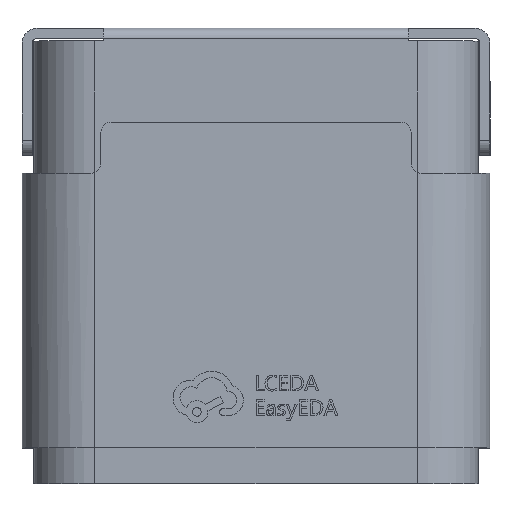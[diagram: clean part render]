
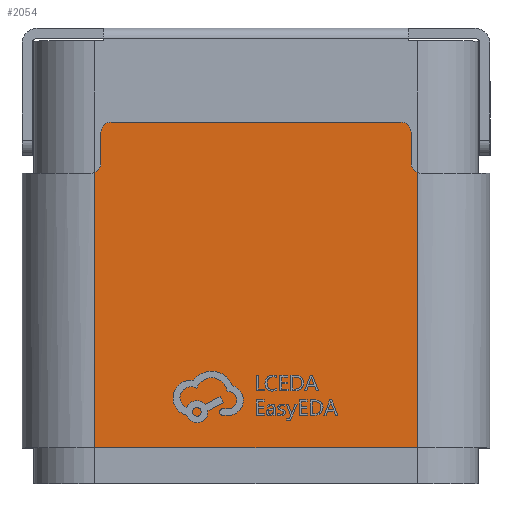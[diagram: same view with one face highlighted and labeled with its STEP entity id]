
A CAD part, top view. The second image highlights one B-rep face of the part: STEP entity #2054.
In plain terms, the highlighted planar face has unit normal (0, 0, 1).
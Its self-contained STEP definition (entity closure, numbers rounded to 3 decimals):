
#1132 = AXIS2_PLACEMENT_3D ( 'NONE', #33114, #11594, #27461 ) ;
#1702 = CARTESIAN_POINT ( 'NONE',  ( -3.05, 6.9, 1.71 ) ) ;
#1943 = DIRECTION ( 'NONE',  ( 0., 0., -1. ) ) ;
#2054 = ADVANCED_FACE ( 'NONE', ( #30918 ), #33038, .F. ) ;
#2450 = CARTESIAN_POINT ( 'NONE',  ( 3.05, 6.9, 1.71 ) ) ;
#2613 = DIRECTION ( 'NONE',  ( 0., -1., 0. ) ) ;
#3056 = ORIENTED_EDGE ( 'NONE', *, *, #10982, .T. ) ;
#4011 = EDGE_CURVE ( 'NONE', #10587, #31411, #4894, .T. ) ;
#4182 = ORIENTED_EDGE ( 'NONE', *, *, #7518, .F. ) ;
#4287 = DIRECTION ( 'NONE',  ( 0., 0., -1. ) ) ;
#4597 = LINE ( 'NONE', #28814, #5809 ) ;
#4662 = LINE ( 'NONE', #20618, #11767 ) ;
#4734 = EDGE_CURVE ( 'NONE', #32625, #14777, #4662, .T. ) ;
#4845 = CARTESIAN_POINT ( 'NONE',  ( -3.05, 6.1, 1.71 ) ) ;
#4894 = LINE ( 'NONE', #17696, #30960 ) ;
#4898 = DIRECTION ( 'NONE',  ( 0., 0., 1. ) ) ;
#5696 = AXIS2_PLACEMENT_3D ( 'NONE', #6879, #22704, #17725 ) ;
#5809 = VECTOR ( 'NONE', #15072, 1000. ) ;
#6737 = CARTESIAN_POINT ( 'NONE',  ( 2.85, 7.1, 1.71 ) ) ;
#6879 = CARTESIAN_POINT ( 'NONE',  ( -3.25, 6.3, 1.71 ) ) ;
#7360 = LINE ( 'NONE', #26645, #30492 ) ;
#7518 = EDGE_CURVE ( 'NONE', #10587, #10086, #13662, .T. ) ;
#8015 = CARTESIAN_POINT ( 'NONE',  ( 3.05, 6.3, 1.71 ) ) ;
#8350 = CARTESIAN_POINT ( 'NONE',  ( -3.17, 6.117, 1.71 ) ) ;
#9797 = CARTESIAN_POINT ( 'NONE',  ( 3.25, 6.3, 1.71 ) ) ;
#10086 = VERTEX_POINT ( 'NONE', #31964 ) ;
#10556 = DIRECTION ( 'NONE',  ( 1., 0., 0. ) ) ;
#10587 = VERTEX_POINT ( 'NONE', #8350 ) ;
#10982 = EDGE_CURVE ( 'NONE', #31411, #16660, #7360, .T. ) ;
#11147 = EDGE_CURVE ( 'NONE', #26406, #16660, #32801, .T. ) ;
#11342 = EDGE_CURVE ( 'NONE', #10086, #27644, #29088, .T. ) ;
#11594 = DIRECTION ( 'NONE',  ( 0., 0., -1. ) ) ;
#11767 = VECTOR ( 'NONE', #14967, 1000. ) ;
#11852 = EDGE_CURVE ( 'NONE', #14777, #27214, #28902, .T. ) ;
#13580 = VERTEX_POINT ( 'NONE', #31999 ) ;
#13662 = CIRCLE ( 'NONE', #5696, 0.2 ) ;
#14030 = EDGE_CURVE ( 'NONE', #27644, #13580, #19173, .T. ) ;
#14777 = VERTEX_POINT ( 'NONE', #2450 ) ;
#14967 = DIRECTION ( 'NONE',  ( 0., 1., 0. ) ) ;
#15048 = DIRECTION ( 'NONE',  ( 0., -1., 0. ) ) ;
#15072 = DIRECTION ( 'NONE',  ( -1., 0., 0. ) ) ;
#15166 = AXIS2_PLACEMENT_3D ( 'NONE', #31100, #1943, #28977 ) ;
#15947 = AXIS2_PLACEMENT_3D ( 'NONE', #18392, #4898, #29302 ) ;
#16660 = VERTEX_POINT ( 'NONE', #19505 ) ;
#17019 = VECTOR ( 'NONE', #26435, 1000. ) ;
#17696 = CARTESIAN_POINT ( 'NONE',  ( -3.17, 6.1, 1.71 ) ) ;
#17725 = DIRECTION ( 'NONE',  ( -1., 0., 0. ) ) ;
#18155 = AXIS2_PLACEMENT_3D ( 'NONE', #9797, #4287, #28345 ) ;
#18392 = CARTESIAN_POINT ( 'NONE',  ( 2.85, 6.9, 1.71 ) ) ;
#19173 = CIRCLE ( 'NONE', #1132, 0.2 ) ;
#19505 = CARTESIAN_POINT ( 'NONE',  ( 3.17, 0.7, 1.71 ) ) ;
#20618 = CARTESIAN_POINT ( 'NONE',  ( 3.05, 6.1, 1.71 ) ) ;
#20819 = ORIENTED_EDGE ( 'NONE', *, *, #21908, .T. ) ;
#21391 = CARTESIAN_POINT ( 'NONE',  ( 3.17, 6.1, 1.71 ) ) ;
#21908 = EDGE_CURVE ( 'NONE', #26406, #32625, #23801, .T. ) ;
#22545 = ORIENTED_EDGE ( 'NONE', *, *, #11342, .F. ) ;
#22704 = DIRECTION ( 'NONE',  ( 0., 0., 1. ) ) ;
#23801 = CIRCLE ( 'NONE', #18155, 0.2 ) ;
#24880 = VECTOR ( 'NONE', #2613, 1000. ) ;
#26406 = VERTEX_POINT ( 'NONE', #28139 ) ;
#26435 = DIRECTION ( 'NONE',  ( 0., 1., 0. ) ) ;
#26645 = CARTESIAN_POINT ( 'NONE',  ( -3.17, 0.7, 1.71 ) ) ;
#27214 = VERTEX_POINT ( 'NONE', #6737 ) ;
#27461 = DIRECTION ( 'NONE',  ( -1., 0., 0. ) ) ;
#27644 = VERTEX_POINT ( 'NONE', #1702 ) ;
#27955 = ORIENTED_EDGE ( 'NONE', *, *, #11147, .F. ) ;
#28139 = CARTESIAN_POINT ( 'NONE',  ( 3.17, 6.117, 1.71 ) ) ;
#28345 = DIRECTION ( 'NONE',  ( 1., 0., 0. ) ) ;
#28814 = CARTESIAN_POINT ( 'NONE',  ( -3.05, 7.1, 1.71 ) ) ;
#28902 = CIRCLE ( 'NONE', #15947, 0.2 ) ;
#28977 = DIRECTION ( 'NONE',  ( 1., 0., 0. ) ) ;
#29088 = LINE ( 'NONE', #4845, #17019 ) ;
#29302 = DIRECTION ( 'NONE',  ( 1., 0., 0. ) ) ;
#29562 = CARTESIAN_POINT ( 'NONE',  ( -3.17, 0.7, 1.71 ) ) ;
#30114 = ORIENTED_EDGE ( 'NONE', *, *, #4011, .T. ) ;
#30492 = VECTOR ( 'NONE', #10556, 1000. ) ;
#30918 = FACE_OUTER_BOUND ( 'NONE', #31447, .T. ) ;
#30960 = VECTOR ( 'NONE', #15048, 1000. ) ;
#31100 = CARTESIAN_POINT ( 'NONE',  ( -3.17, 6.1, 1.71 ) ) ;
#31411 = VERTEX_POINT ( 'NONE', #29562 ) ;
#31447 = EDGE_LOOP ( 'NONE', ( #32876, #33052, #22545, #4182, #30114, #3056, #27955, #20819, #33517, #33067 ) ) ;
#31964 = CARTESIAN_POINT ( 'NONE',  ( -3.05, 6.3, 1.71 ) ) ;
#31999 = CARTESIAN_POINT ( 'NONE',  ( -2.85, 7.1, 1.71 ) ) ;
#32625 = VERTEX_POINT ( 'NONE', #8015 ) ;
#32801 = LINE ( 'NONE', #21391, #24880 ) ;
#32876 = ORIENTED_EDGE ( 'NONE', *, *, #34707, .T. ) ;
#33038 = PLANE ( 'NONE',  #15166 ) ;
#33052 = ORIENTED_EDGE ( 'NONE', *, *, #14030, .F. ) ;
#33067 = ORIENTED_EDGE ( 'NONE', *, *, #11852, .T. ) ;
#33114 = CARTESIAN_POINT ( 'NONE',  ( -2.85, 6.9, 1.71 ) ) ;
#33517 = ORIENTED_EDGE ( 'NONE', *, *, #4734, .T. ) ;
#34707 = EDGE_CURVE ( 'NONE', #27214, #13580, #4597, .T. ) ;
